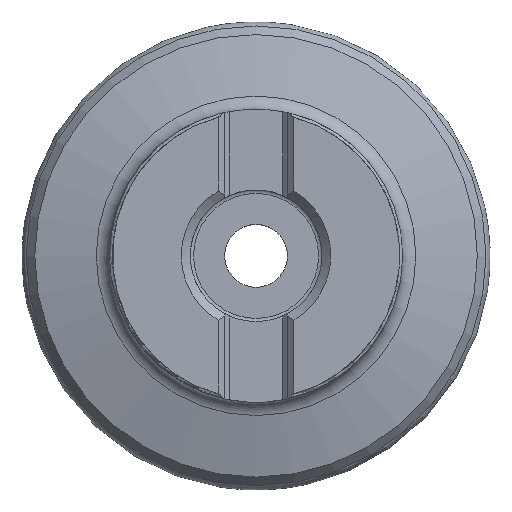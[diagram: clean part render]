
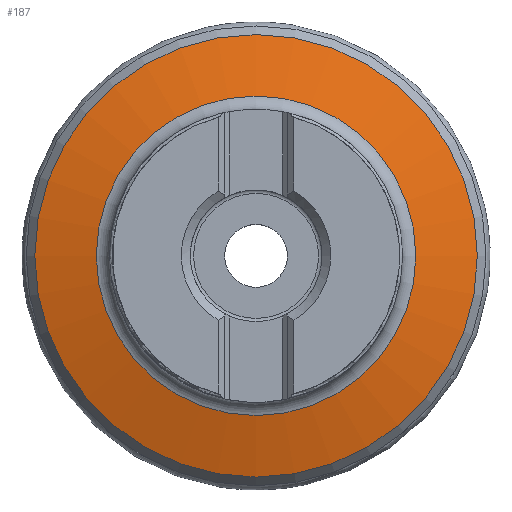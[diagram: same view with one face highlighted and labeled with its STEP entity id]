
A CAD part, top view. The second image highlights one B-rep face of the part: STEP entity #187.
In plain terms, the highlighted conical face has half-angle 74.746 degrees and reference radius 36.988 mm.
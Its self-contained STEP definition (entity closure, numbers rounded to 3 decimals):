
#110=CONICAL_SURFACE('',#969,36.988,74.746);
#187=ADVANCED_FACE('S9',(#308,#309),#110,.T.);
#308=FACE_BOUND('',#367,.T.);
#309=FACE_BOUND('',#368,.T.);
#367=EDGE_LOOP('',(#478));
#368=EDGE_LOOP('',(#479));
#478=ORIENTED_EDGE('',*,*,#729,.T.);
#479=ORIENTED_EDGE('',*,*,#730,.F.);
#654=VERTEX_POINT('',#1501);
#655=VERTEX_POINT('',#1503);
#729=EDGE_CURVE('',#654,#654,#789,.T.);
#730=EDGE_CURVE('',#655,#655,#790,.T.);
#789=CIRCLE('',#967,26.711);
#790=CIRCLE('',#968,36.988);
#967=AXIS2_PLACEMENT_3D('',#1500,#1132,#1133);
#968=AXIS2_PLACEMENT_3D('',#1502,#1134,#1135);
#969=AXIS2_PLACEMENT_3D('',#1504,#1136,#1137);
#1132=DIRECTION('',(0.,0.,-1.));
#1133=DIRECTION('',(-1.,0.,0.));
#1134=DIRECTION('',(0.,0.,-1.));
#1135=DIRECTION('',(-1.,0.,0.));
#1136=DIRECTION('',(0.,0.,-1.));
#1137=DIRECTION('',(-1.,0.,0.));
#1500=CARTESIAN_POINT('',(0.,0.,-17.103));
#1501=CARTESIAN_POINT('',(-26.711,0.,-17.103));
#1502=CARTESIAN_POINT('',(0.,0.,-19.905));
#1503=CARTESIAN_POINT('',(-36.988,0.,-19.905));
#1504=CARTESIAN_POINT('',(0.,0.,-19.905));
